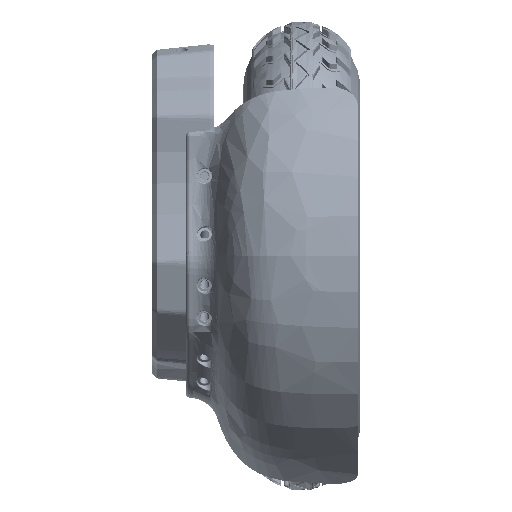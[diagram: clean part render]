
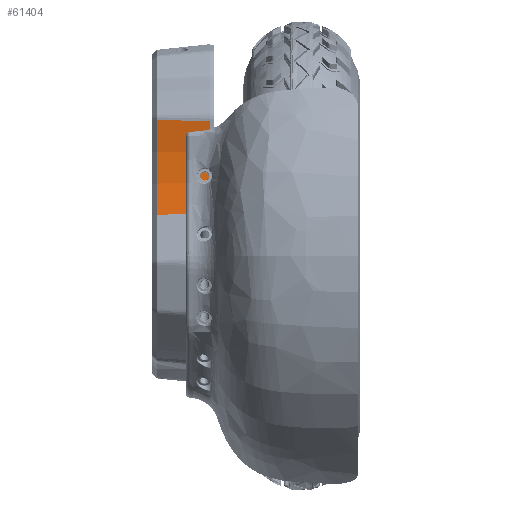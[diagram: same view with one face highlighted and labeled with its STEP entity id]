
A CAD part, top view. The second image highlights one B-rep face of the part: STEP entity #61404.
In plain terms, the highlighted conical face has half-angle 6 degrees and reference radius 93.1 mm.
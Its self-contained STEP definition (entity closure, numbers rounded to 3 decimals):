
#8875=FACE_OUTER_BOUND('',#12727,.T.);
#12727=EDGE_LOOP('',(#42230,#42231,#42232,#42233));
#16988=LINE('',#89692,#20186);
#16990=LINE('',#89696,#20188);
#20186=VECTOR('',#72748,10.);
#20188=VECTOR('',#72752,10.);
#23292=CIRCLE('',#65472,90.498);
#23312=CIRCLE('',#65527,92.891);
#25593=VERTEX_POINT('',#89036);
#25595=VERTEX_POINT('',#89052);
#25660=VERTEX_POINT('',#89691);
#25661=VERTEX_POINT('',#89695);
#32017=EDGE_CURVE('',#25593,#25595,#23292,.T.);
#32119=EDGE_CURVE('',#25595,#25660,#16988,.T.);
#32121=EDGE_CURVE('',#25593,#25661,#16990,.T.);
#32122=EDGE_CURVE('',#25660,#25661,#23312,.T.);
#42230=ORIENTED_EDGE('',*,*,#32017,.F.);
#42231=ORIENTED_EDGE('',*,*,#32121,.T.);
#42232=ORIENTED_EDGE('',*,*,#32122,.F.);
#42233=ORIENTED_EDGE('',*,*,#32119,.F.);
#61183=CONICAL_SURFACE('',#65526,93.1,0.105);
#61404=ADVANCED_FACE('',(#8875),#61183,.F.);
#65472=AXIS2_PLACEMENT_3D('',#89056,#72585,#72586);
#65526=AXIS2_PLACEMENT_3D('',#89694,#72750,#72751);
#65527=AXIS2_PLACEMENT_3D('',#89697,#72753,#72754);
#72585=DIRECTION('center_axis',(0.,0.,
-1.));
#72586=DIRECTION('ref_axis',(0.084,0.996,0.));
#72748=DIRECTION('',(0.052,0.091,-0.995));
#72750=DIRECTION('center_axis',(0.,0.,
-1.));
#72751=DIRECTION('ref_axis',(0.084,0.996,0.));
#72752=DIRECTION('',(0.009,0.104,-0.995));
#72753=DIRECTION('center_axis',(0.,0.,
1.));
#72754=DIRECTION('ref_axis',(0.084,0.996,0.));
#89036=CARTESIAN_POINT('',(-67.62,-29.833,16.751));
#89052=CARTESIAN_POINT('',(-29.937,-41.64,16.751));
#89056=CARTESIAN_POINT('Origin',(-75.187,-120.014,16.751));
#89691=CARTESIAN_POINT('',(-28.741,-39.568,-6.011));
#89692=CARTESIAN_POINT('',(-28.637,-39.387,-8.));
#89694=CARTESIAN_POINT('Origin',(-75.187,-120.014,-8.));
#89695=CARTESIAN_POINT('',(-67.42,-27.449,-6.011));
#89696=CARTESIAN_POINT('',(-67.402,-27.24,-8.));
#89697=CARTESIAN_POINT('Origin',(-75.187,-120.014,-6.011));
